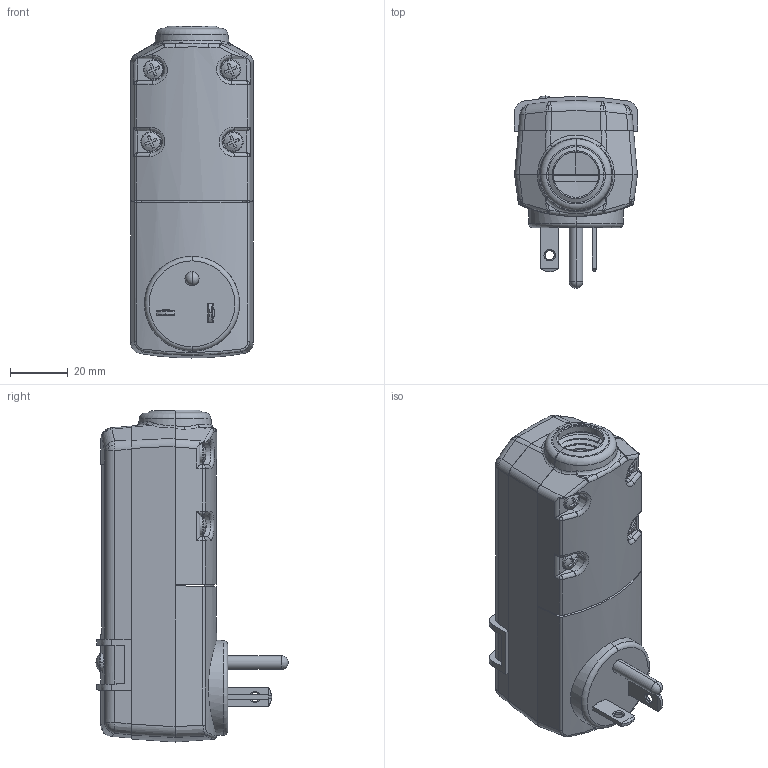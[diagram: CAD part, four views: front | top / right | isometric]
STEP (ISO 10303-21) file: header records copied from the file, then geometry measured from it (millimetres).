
FILE_DESCRIPTION (( 'STEP AP214' ), '1' );
FILE_NAME ('CATSTD-GSRM2-XXX.STEP', '2021-08-12T20:04:28', ( '' ), ( '' ), 'SwSTEP 2.0', 'SolidWorks 2020', '' );
FILE_SCHEMA (( 'AUTOMOTIVE_DESIGN' ));
Length unit declared in the file: inch
Products named in the file (1): CATSTD-GSRM2-XXX
Bounding box: 42.72 x 66.62 x 115.06 mm (x, y, z)
Surface area: 22978.7 mm2 (no closed solid volume)
Topology: 0 solids, 19 shells, 372 faces, 1160 edges, 799 vertices
Faces by surface type: plane 137, cylinder 82, bspline 70, cone 44, torus 25, sphere 14
Entity records: 24639 total; most frequent: CARTESIAN_POINT 10488, ORIENTED_EDGE 2023, DIRECTION 1680, EDGE_CURVE 1148, VERTEX_POINT 795, AXIS2_PLACEMENT_3D 586, VECTOR 508, LINE 508
